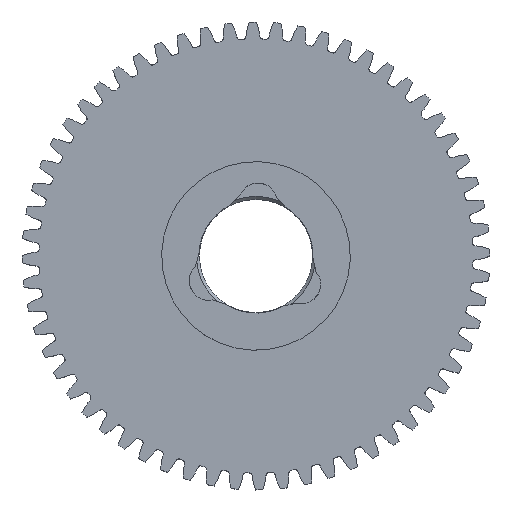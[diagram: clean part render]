
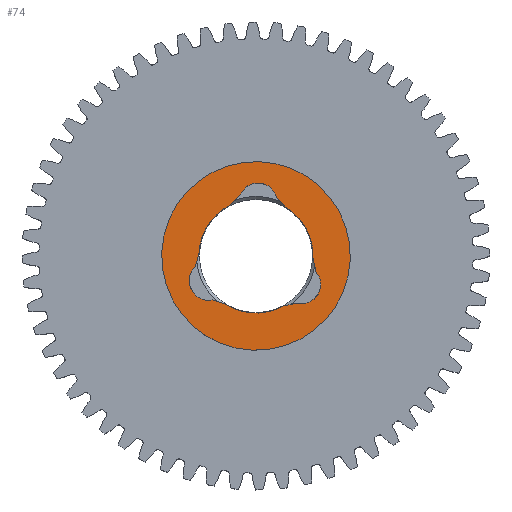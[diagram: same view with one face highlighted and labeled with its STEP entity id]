
A CAD part, top view. The second image highlights one B-rep face of the part: STEP entity #74.
In plain terms, the highlighted planar face has unit normal (0, 0, 1).
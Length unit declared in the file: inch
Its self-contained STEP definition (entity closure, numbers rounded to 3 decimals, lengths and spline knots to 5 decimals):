
#74 = ADVANCED_FACE ( 'NONE', ( #9554, #9549 ), #21558, .T. ) ;
#2289 = CARTESIAN_POINT ( 'NONE',  ( 0., 0., 0.38 ) ) ;
#2290 = DIRECTION ( 'NONE',  ( 0., 0., 1. ) ) ;
#2291 = DIRECTION ( 'NONE',  ( 0.999, -0.038, 0. ) ) ;
#2293 = CARTESIAN_POINT ( 'NONE',  ( 0., 0., 0.38 ) ) ;
#2294 = DIRECTION ( 'NONE',  ( 0., 0., 1. ) ) ;
#2295 = DIRECTION ( 'NONE',  ( 0.999, -0.038, 0. ) ) ;
#3892 = DIRECTION ( 'NONE',  ( -0.306, -0.952, 0. ) ) ;
#3894 = CARTESIAN_POINT ( 'NONE',  ( -0.10684, 0.39809, 0.38 ) ) ;
#3895 = CARTESIAN_POINT ( 'NONE',  ( -0.40516, -0.07572, 0.38 ) ) ;
#3899 = DIRECTION ( 'NONE',  ( -0.726, -0.688, 0. ) ) ;
#3905 = CARTESIAN_POINT ( 'NONE',  ( 0.30041, -0.18915, 0.38 ) ) ;
#3906 = DIRECTION ( 'NONE',  ( 0., 0., 1. ) ) ;
#3907 = DIRECTION ( 'NONE',  ( -0.533, -0.846, 0. ) ) ;
#3943 = CARTESIAN_POINT ( 'NONE',  ( 0., 0., 0.38 ) ) ;
#3944 = DIRECTION ( 'NONE',  ( 0., 0., 1. ) ) ;
#3945 = DIRECTION ( 'NONE',  ( 0.999, -0.038, 0. ) ) ;
#3957 = CARTESIAN_POINT ( 'NONE',  ( 0., 0., 0.38 ) ) ;
#3958 = DIRECTION ( 'NONE',  ( 0., 0., 1. ) ) ;
#3959 = DIRECTION ( 'NONE',  ( 0.999, -0.038, 0. ) ) ;
#3976 = CARTESIAN_POINT ( 'NONE',  ( 0.137, 0.38874, 0.38 ) ) ;
#3977 = DIRECTION ( 'NONE',  ( -0.671, 0.741, 0. ) ) ;
#3990 = CARTESIAN_POINT ( 'NONE',  ( 0.30041, -0.18915, 0.38 ) ) ;
#3991 = DIRECTION ( 'NONE',  ( 0., 0., 1. ) ) ;
#3992 = DIRECTION ( 'NONE',  ( -0.533, -0.846, 0. ) ) ;
#4032 = CARTESIAN_POINT ( 'NONE',  ( 0.0136, 0.35474, 0.38 ) ) ;
#4033 = DIRECTION ( 'NONE',  ( 0., 0., 1. ) ) ;
#4034 = DIRECTION ( 'NONE',  ( 0.999, -0.038, 0. ) ) ;
#4045 = CARTESIAN_POINT ( 'NONE',  ( 0.39817, -0.10652, 0.38 ) ) ;
#4046 = DIRECTION ( 'NONE',  ( -0.232, 0.973, 0. ) ) ;
#4079 = CARTESIAN_POINT ( 'NONE',  ( -0.29133, -0.29157, 0.38 ) ) ;
#4080 = DIRECTION ( 'NONE',  ( 0.958, -0.285, 0. ) ) ;
#4088 = CARTESIAN_POINT ( 'NONE',  ( -0.31401, -0.16559, 0.38 ) ) ;
#4089 = DIRECTION ( 'NONE',  ( 0., 0., 1. ) ) ;
#4090 = DIRECTION ( 'NONE',  ( -0.466, 0.885, 0. ) ) ;
#4099 = CARTESIAN_POINT ( 'NONE',  ( 0.26816, -0.31301, 0.38 ) ) ;
#4100 = DIRECTION ( 'NONE',  ( 0.978, 0.211, 0. ) ) ;
#9076 = CIRCLE ( 'NONE', #18083, 0.3785 ) ;
#9080 = CIRCLE ( 'NONE', #18078, 0.3785 ) ;
#9090 = VECTOR ( 'NONE', #3977, 39.37008 ) ;
#9105 = VECTOR ( 'NONE', #3899, 39.37008 ) ;
#9108 = VECTOR ( 'NONE', #3892, 39.37008 ) ;
#9109 = LINE ( 'NONE', #3895, #9108 ) ;
#9114 = CIRCLE ( 'NONE', #18058, 0.128 ) ;
#9116 = LINE ( 'NONE', #3894, #9105 ) ;
#9135 = CIRCLE ( 'NONE', #18025, 0.3785 ) ;
#9160 = CIRCLE ( 'NONE', #18023, 0.625 ) ;
#9296 = CIRCLE ( 'NONE', #17669, 0.625 ) ;
#9303 = CIRCLE ( 'NONE', #17604, 0.3785 ) ;
#9544 = CIRCLE ( 'NONE', #18099, 0.128 ) ;
#9549 = FACE_OUTER_BOUND ( 'NONE', #9827, .T. ) ;
#9554 = FACE_BOUND ( 'NONE', #9829, .T. ) ;
#9580 = LINE ( 'NONE', #3976, #9090 ) ;
#9827 = EDGE_LOOP ( 'NONE', ( #23262, #23506 ) ) ;
#9829 = EDGE_LOOP ( 'NONE', ( #23276, #23610, #23611, #23250, #23537, #23540, #23544, #23547, #23550, #23553, #23277, #23595, #23602, #23603 ) ) ;
#9859 = VERTEX_POINT ( 'NONE', #18837 ) ;
#9865 = VERTEX_POINT ( 'NONE', #18671 ) ;
#9867 = VERTEX_POINT ( 'NONE', #18668 ) ;
#9868 = VERTEX_POINT ( 'NONE', #18667 ) ;
#9871 = VERTEX_POINT ( 'NONE', #18664 ) ;
#9872 = VERTEX_POINT ( 'NONE', #18663 ) ;
#10009 = VERTEX_POINT ( 'NONE', #18535 ) ;
#10082 = VERTEX_POINT ( 'NONE', #18465 ) ;
#10094 = VERTEX_POINT ( 'NONE', #18454 ) ;
#10108 = VERTEX_POINT ( 'NONE', #18441 ) ;
#10124 = VERTEX_POINT ( 'NONE', #18429 ) ;
#10125 = VERTEX_POINT ( 'NONE', #18428 ) ;
#10126 = VERTEX_POINT ( 'NONE', #18427 ) ;
#10127 = VERTEX_POINT ( 'NONE', #18426 ) ;
#10128 = VERTEX_POINT ( 'NONE', #18425 ) ;
#10130 = VERTEX_POINT ( 'NONE', #18423 ) ;
#16764 = AXIS2_PLACEMENT_3D ( 'NONE', #21559, #22761, #22760 ) ;
#16817 = EDGE_CURVE ( 'NONE', #9871, #9865, #9303, .T. ) ;
#16822 = EDGE_CURVE ( 'NONE', #9859, #9872, #9296, .T. ) ;
#17136 = EDGE_CURVE ( 'NONE', #9872, #9859, #9160, .T. ) ;
#17137 = EDGE_CURVE ( 'NONE', #9865, #10108, #9135, .T. ) ;
#17165 = EDGE_CURVE ( 'NONE', #10108, #10126, #9109, .T. ) ;
#17166 = EDGE_CURVE ( 'NONE', #10124, #9871, #9116, .T. ) ;
#17168 = EDGE_CURVE ( 'NONE', #9867, #9868, #9114, .T. ) ;
#17184 = EDGE_CURVE ( 'NONE', #10127, #10125, #9080, .T. ) ;
#17189 = EDGE_CURVE ( 'NONE', #10094, #10128, #9076, .T. ) ;
#17201 = EDGE_CURVE ( 'NONE', #10125, #10009, #9580, .T. ) ;
#17203 = EDGE_CURVE ( 'NONE', #10130, #9867, #9544, .T. ) ;
#17223 = EDGE_CURVE ( 'NONE', #10009, #10124, #19484, .T. ) ;
#17230 = EDGE_CURVE ( 'NONE', #9868, #10127, #19509, .T. ) ;
#17254 = EDGE_CURVE ( 'NONE', #10082, #10094, #19490, .T. ) ;
#17268 = EDGE_CURVE ( 'NONE', #10126, #10082, #19496, .T. ) ;
#17283 = EDGE_CURVE ( 'NONE', #10128, #10130, #19551, .T. ) ;
#17604 = AXIS2_PLACEMENT_3D ( 'NONE', #18379, #18378, #18377 ) ;
#17669 = AXIS2_PLACEMENT_3D ( 'NONE', #18367, #18366, #18365 ) ;
#18023 = AXIS2_PLACEMENT_3D ( 'NONE', #2289, #2290, #2291 ) ;
#18025 = AXIS2_PLACEMENT_3D ( 'NONE', #2293, #2294, #2295 ) ;
#18058 = AXIS2_PLACEMENT_3D ( 'NONE', #3905, #3906, #3907 ) ;
#18078 = AXIS2_PLACEMENT_3D ( 'NONE', #3943, #3944, #3945 ) ;
#18083 = AXIS2_PLACEMENT_3D ( 'NONE', #3957, #3958, #3959 ) ;
#18099 = AXIS2_PLACEMENT_3D ( 'NONE', #3990, #3991, #3992 ) ;
#18103 = AXIS2_PLACEMENT_3D ( 'NONE', #4032, #4033, #4034 ) ;
#18111 = AXIS2_PLACEMENT_3D ( 'NONE', #4088, #4089, #4090 ) ;
#18365 = DIRECTION ( 'NONE',  ( 0.999, -0.038, 0. ) ) ;
#18366 = DIRECTION ( 'NONE',  ( 0., 0., 1. ) ) ;
#18367 = CARTESIAN_POINT ( 'NONE',  ( 0., 0., 0.38 ) ) ;
#18377 = DIRECTION ( 'NONE',  ( 0.999, -0.038, 0. ) ) ;
#18378 = DIRECTION ( 'NONE',  ( 0., 0., 1. ) ) ;
#18379 = CARTESIAN_POINT ( 'NONE',  ( 0., 0., 0.38 ) ) ;
#18423 = CARTESIAN_POINT ( 'NONE',  ( 0.26816, -0.31301, 0.38 ) ) ;
#18425 = CARTESIAN_POINT ( 'NONE',  ( 0.1828, -0.33143, 0.38 ) ) ;
#18426 = CARTESIAN_POINT ( 'NONE',  ( 0.37788, -0.02159, 0.38 ) ) ;
#18427 = CARTESIAN_POINT ( 'NONE',  ( -0.40516, -0.07572, 0.38 ) ) ;
#18428 = CARTESIAN_POINT ( 'NONE',  ( 0.19563, 0.32403, 0.38 ) ) ;
#18429 = CARTESIAN_POINT ( 'NONE',  ( -0.10684, 0.39809, 0.38 ) ) ;
#18441 = CARTESIAN_POINT ( 'NONE',  ( -0.37843, 0.0074, 0.38 ) ) ;
#18454 = CARTESIAN_POINT ( 'NONE',  ( -0.20764, -0.31646, 0.38 ) ) ;
#18465 = CARTESIAN_POINT ( 'NONE',  ( -0.29133, -0.29157, 0.38 ) ) ;
#18535 = CARTESIAN_POINT ( 'NONE',  ( 0.137, 0.38874, 0.38 ) ) ;
#18663 = CARTESIAN_POINT ( 'NONE',  ( -0.62454, 0.02394, 0.38 ) ) ;
#18664 = CARTESIAN_POINT ( 'NONE',  ( -0.17025, 0.33805, 0.38 ) ) ;
#18667 = CARTESIAN_POINT ( 'NONE',  ( 0.39817, -0.10652, 0.38 ) ) ;
#18668 = CARTESIAN_POINT ( 'NONE',  ( 0.42832, -0.19405, 0.38 ) ) ;
#18671 = CARTESIAN_POINT ( 'NONE',  ( -0.37822, 0.0145, 0.38 ) ) ;
#18837 = CARTESIAN_POINT ( 'NONE',  ( 0.62454, -0.02394, 0.38 ) ) ;
#19484 = CIRCLE ( 'NONE', #18103, 0.128 ) ;
#19490 = LINE ( 'NONE', #4079, #19564 ) ;
#19496 = CIRCLE ( 'NONE', #18111, 0.128 ) ;
#19509 = LINE ( 'NONE', #4045, #19513 ) ;
#19513 = VECTOR ( 'NONE', #4046, 39.37008 ) ;
#19540 = VECTOR ( 'NONE', #4100, 39.37008 ) ;
#19551 = LINE ( 'NONE', #4099, #19540 ) ;
#19564 = VECTOR ( 'NONE', #4080, 39.37008 ) ;
#21558 = PLANE ( 'NONE',  #16764 ) ;
#21559 = CARTESIAN_POINT ( 'NONE',  ( 0., 0., 0.38 ) ) ;
#22760 = DIRECTION ( 'NONE',  ( 0.999, -0.038, 0. ) ) ;
#22761 = DIRECTION ( 'NONE',  ( 0., 0., 1. ) ) ;
#23250 = ORIENTED_EDGE ( 'NONE', *, *, #17166, .F. ) ;
#23262 = ORIENTED_EDGE ( 'NONE', *, *, #17136, .T. ) ;
#23276 = ORIENTED_EDGE ( 'NONE', *, *, #17165, .F. ) ;
#23277 = ORIENTED_EDGE ( 'NONE', *, *, #17283, .F. ) ;
#23506 = ORIENTED_EDGE ( 'NONE', *, *, #16822, .T. ) ;
#23537 = ORIENTED_EDGE ( 'NONE', *, *, #17223, .F. ) ;
#23540 = ORIENTED_EDGE ( 'NONE', *, *, #17201, .F. ) ;
#23544 = ORIENTED_EDGE ( 'NONE', *, *, #17184, .F. ) ;
#23547 = ORIENTED_EDGE ( 'NONE', *, *, #17230, .F. ) ;
#23550 = ORIENTED_EDGE ( 'NONE', *, *, #17168, .F. ) ;
#23553 = ORIENTED_EDGE ( 'NONE', *, *, #17203, .F. ) ;
#23595 = ORIENTED_EDGE ( 'NONE', *, *, #17189, .F. ) ;
#23602 = ORIENTED_EDGE ( 'NONE', *, *, #17254, .F. ) ;
#23603 = ORIENTED_EDGE ( 'NONE', *, *, #17268, .F. ) ;
#23610 = ORIENTED_EDGE ( 'NONE', *, *, #17137, .F. ) ;
#23611 = ORIENTED_EDGE ( 'NONE', *, *, #16817, .F. ) ;
